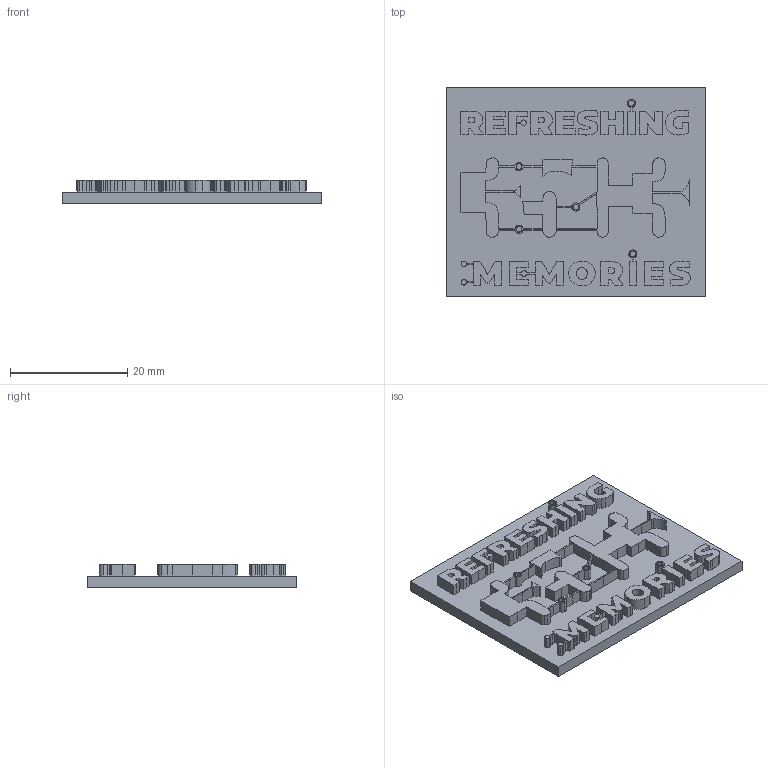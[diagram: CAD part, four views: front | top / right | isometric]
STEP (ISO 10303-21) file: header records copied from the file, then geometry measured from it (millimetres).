
FILE_DESCRIPTION(('FreeCAD Model'),'2;1');
FILE_NAME('35c3logo.stp','2018-11-17T18:14:32',( 'Author'),(''),'Open CASCADE STEP processor 7.0','FreeCAD','Unknown' );
FILE_SCHEMA(('AUTOMOTIVE_DESIGN { 1 0 10303 214 1 1 1 1 }'));
Length unit declared in the file: millimetre
Products named in the file (3): ASSEMBLY; Body; Scale001
Assembly tree (2 placements, depth 2):
  ASSEMBLY
    Body
    Scale001
Bounding box: 44.37 x 35.87 x 4 mm (x, y, z)
Volume: 3979 mm3; surface area: 5693.6 mm2
Topology: 21 solids, 21 shells, 780 faces, 2214 edges, 1476 vertices
Faces by surface type: bspline 774, plane 6
Entity records: 54068 total; most frequent: CARTESIAN_POINT 24693, B_SPLINE_CURVE_WITH_KNOTS 6606, ORIENTED_EDGE 4428, PCURVE 4428, DEFINITIONAL_REPRESENTATION 4428, EDGE_CURVE 2214, SURFACE_CURVE 2214, VERTEX_POINT 1476
